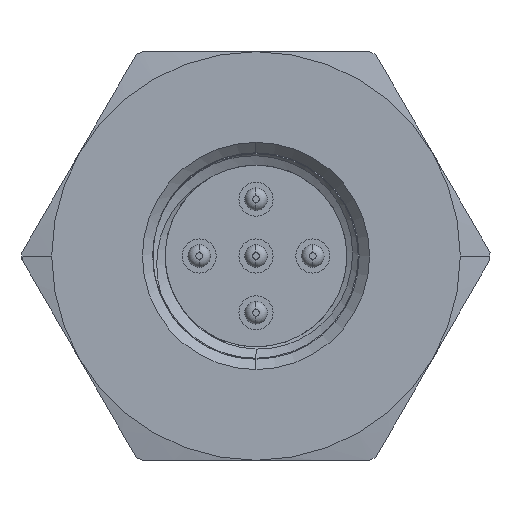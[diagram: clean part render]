
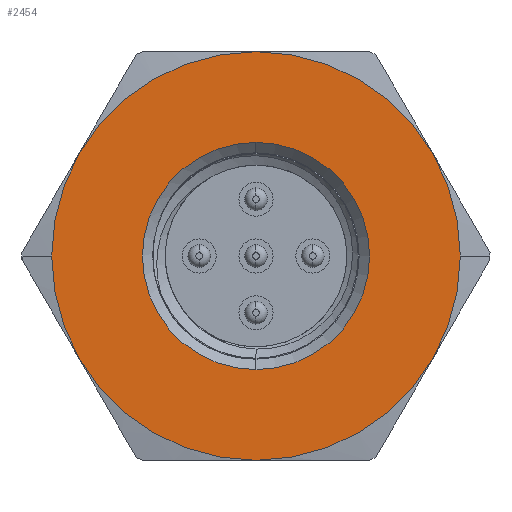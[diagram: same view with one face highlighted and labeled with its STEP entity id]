
A CAD part, left-side view. The second image highlights one B-rep face of the part: STEP entity #2454.
In plain terms, the highlighted planar face has unit normal (-1, 0, 0).
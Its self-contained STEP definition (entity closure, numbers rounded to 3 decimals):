
#813 = EDGE_CURVE ( 'NONE', #4379, #15581, #9206, .T. ) ;
#820 = DIRECTION ( 'NONE',  ( 0., 0., -1. ) ) ;
#983 = EDGE_CURVE ( 'NONE', #12368, #15497, #5686, .T. ) ;
#1084 = ORIENTED_EDGE ( 'NONE', *, *, #6014, .T. ) ;
#1507 = AXIS2_PLACEMENT_3D ( 'NONE', #7120, #13368, #10881 ) ;
#1570 = ORIENTED_EDGE ( 'NONE', *, *, #16031, .F. ) ;
#2454 = ADVANCED_FACE ( 'NONE', ( #5860, #2538 ), #4128, .F. ) ;
#2538 = FACE_OUTER_BOUND ( 'NONE', #11176, .T. ) ;
#2805 = EDGE_LOOP ( 'NONE', ( #3061, #1084 ) ) ;
#2950 = AXIS2_PLACEMENT_3D ( 'NONE', #8981, #7729, #6632 ) ;
#3061 = ORIENTED_EDGE ( 'NONE', *, *, #813, .T. ) ;
#3796 = CARTESIAN_POINT ( 'NONE',  ( 0., 1.308, 0. ) ) ;
#4128 = PLANE ( 'NONE',  #2950 ) ;
#4304 = AXIS2_PLACEMENT_3D ( 'NONE', #6962, #8319, #820 ) ;
#4379 = VERTEX_POINT ( 'NONE', #11088 ) ;
#4423 = CARTESIAN_POINT ( 'NONE',  ( 0., 10.3, 0. ) ) ;
#5466 = DIRECTION ( 'NONE',  ( 0., 1., 0. ) ) ;
#5686 = CIRCLE ( 'NONE', #6814, 8.992 ) ;
#5860 = FACE_BOUND ( 'NONE', #2805, .T. ) ;
#6014 = EDGE_CURVE ( 'NONE', #15581, #4379, #10140, .T. ) ;
#6632 = DIRECTION ( 'NONE',  ( 0., 0., -1. ) ) ;
#6807 = CIRCLE ( 'NONE', #12869, 8.992 ) ;
#6814 = AXIS2_PLACEMENT_3D ( 'NONE', #4423, #14446, #5466 ) ;
#6962 = CARTESIAN_POINT ( 'NONE',  ( 0., 10.3, 0. ) ) ;
#7120 = CARTESIAN_POINT ( 'NONE',  ( 0., 10.3, 0. ) ) ;
#7316 = DIRECTION ( 'NONE',  ( 0., 1., 0. ) ) ;
#7729 = DIRECTION ( 'NONE',  ( 1., 0., 0. ) ) ;
#8319 = DIRECTION ( 'NONE',  ( 1., 0., 0. ) ) ;
#8412 = DIRECTION ( 'NONE',  ( 1., 0., 0. ) ) ;
#8981 = CARTESIAN_POINT ( 'NONE',  ( 0., 0., 0. ) ) ;
#9206 = CIRCLE ( 'NONE', #4304, 5. ) ;
#9614 = CARTESIAN_POINT ( 'NONE',  ( 0., 19.292, 0. ) ) ;
#10140 = CIRCLE ( 'NONE', #1507, 5. ) ;
#10881 = DIRECTION ( 'NONE',  ( 0., 0., -1. ) ) ;
#10917 = CARTESIAN_POINT ( 'NONE',  ( 0., 10.3, 0. ) ) ;
#11088 = CARTESIAN_POINT ( 'NONE',  ( 0., 10.3, 5. ) ) ;
#11176 = EDGE_LOOP ( 'NONE', ( #1570, #11368 ) ) ;
#11368 = ORIENTED_EDGE ( 'NONE', *, *, #983, .F. ) ;
#12368 = VERTEX_POINT ( 'NONE', #3796 ) ;
#12869 = AXIS2_PLACEMENT_3D ( 'NONE', #10917, #8412, #7316 ) ;
#13368 = DIRECTION ( 'NONE',  ( 1., 0., 0. ) ) ;
#13739 = CARTESIAN_POINT ( 'NONE',  ( 0., 10.3, -5. ) ) ;
#14446 = DIRECTION ( 'NONE',  ( 1., 0., 0. ) ) ;
#15497 = VERTEX_POINT ( 'NONE', #9614 ) ;
#15581 = VERTEX_POINT ( 'NONE', #13739 ) ;
#16031 = EDGE_CURVE ( 'NONE', #15497, #12368, #6807, .T. ) ;
